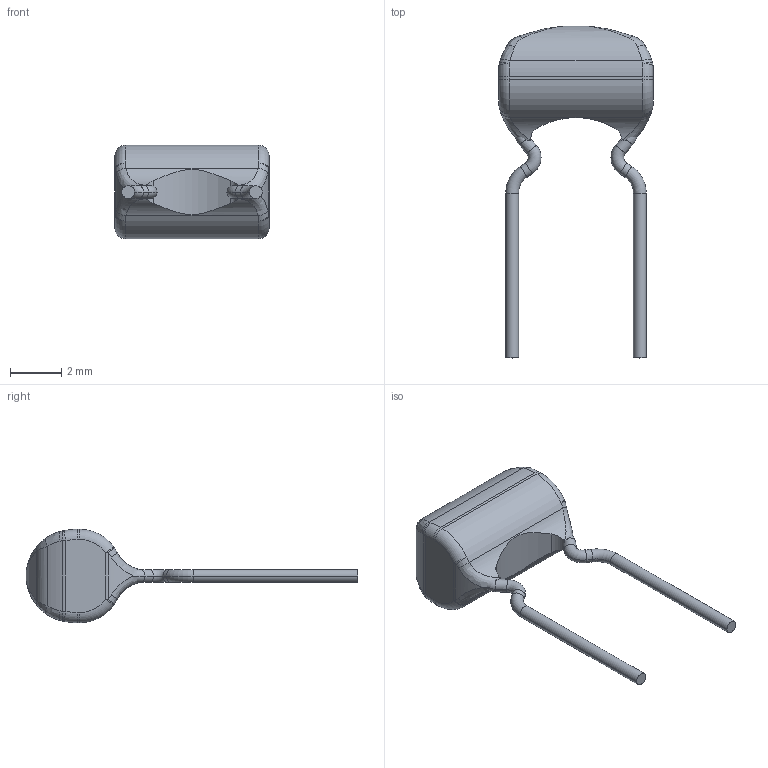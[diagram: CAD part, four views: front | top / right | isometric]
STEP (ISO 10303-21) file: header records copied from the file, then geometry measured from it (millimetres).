
FILE_DESCRIPTION (( 'STEP AP214' ), '1' );
FILE_NAME ('FG26C0G1H104JNT06.STEP', '2022-09-06T10:21:46', ( '' ), ( '' ), 'SwSTEP 2.0', 'SolidWorks 2021', '' );
FILE_SCHEMA (( 'AUTOMOTIVE_DESIGN' ));
Length unit declared in the file: millimetre
Products named in the file (1): FG26C0G1H104JNT06
Bounding box: 6.03 x 13 x 3.66 mm (x, y, z)
Volume: 67.7 mm3; surface area: 118.2 mm2
Topology: 3 solids, 3 shells, 99 faces, 219 edges, 118 vertices
Faces by surface type: cylinder 39, bspline 22, torus 20, plane 10, sphere 8
Entity records: 4398 total; most frequent: CARTESIAN_POINT 1273, ORIENTED_EDGE 422, DIRECTION 409, EDGE_CURVE 211, AXIS2_PLACEMENT_3D 182, VERTEX_POINT 118, UNCERTAINTY_MEASURE_WITH_UNIT 104, CIRCLE 104
